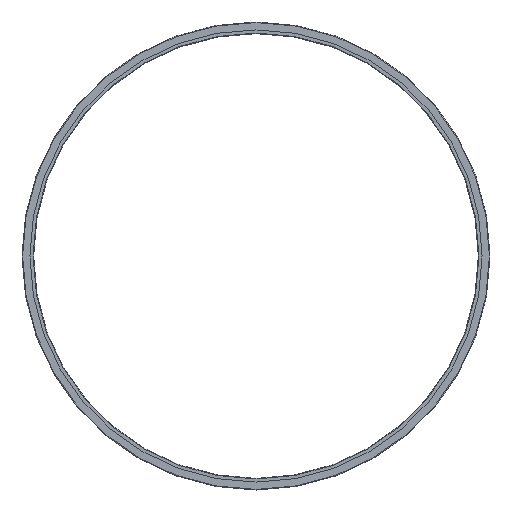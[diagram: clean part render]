
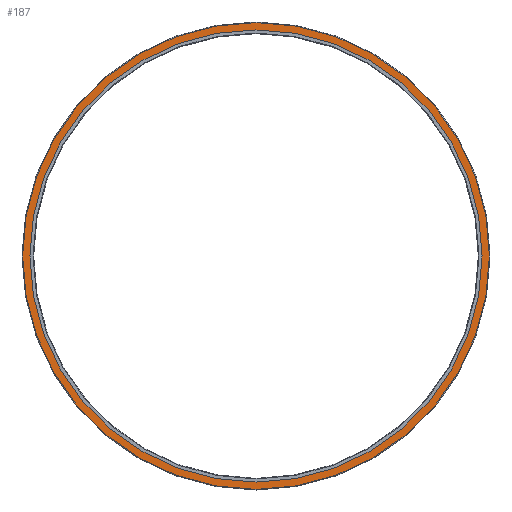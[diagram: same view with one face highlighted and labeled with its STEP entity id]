
A CAD part, top view. The second image highlights one B-rep face of the part: STEP entity #187.
In plain terms, the highlighted planar face has unit normal (0, 0, 1).
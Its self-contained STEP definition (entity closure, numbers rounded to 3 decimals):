
#29=FACE_BOUND('',#61,.T.);
#33=PLANE('',#232);
#45=FACE_OUTER_BOUND('',#60,.T.);
#60=EDGE_LOOP('',(#164));
#61=EDGE_LOOP('',(#165));
#81=CIRCLE('',#230,100.25);
#83=CIRCLE('',#233,97.1);
#97=VERTEX_POINT('',#351);
#98=VERTEX_POINT('',#355);
#119=EDGE_CURVE('',#97,#97,#81,.T.);
#121=EDGE_CURVE('',#98,#98,#83,.T.);
#164=ORIENTED_EDGE('',*,*,#119,.F.);
#165=ORIENTED_EDGE('',*,*,#121,.T.);
#187=ADVANCED_FACE('',(#45,#29),#33,.T.);
#230=AXIS2_PLACEMENT_3D('',#352,#294,#295);
#232=AXIS2_PLACEMENT_3D('',#354,#298,#299);
#233=AXIS2_PLACEMENT_3D('',#356,#300,#301);
#294=DIRECTION('center_axis',(0.,0.,-1.));
#295=DIRECTION('ref_axis',(1.,0.,0.));
#298=DIRECTION('center_axis',(0.,0.,1.));
#299=DIRECTION('ref_axis',(1.,0.,0.));
#300=DIRECTION('center_axis',(0.,0.,-1.));
#301=DIRECTION('ref_axis',(1.,0.,0.));
#351=CARTESIAN_POINT('',(-100.25,0.,4.9));
#352=CARTESIAN_POINT('Origin',(0.,0.,4.9));
#354=CARTESIAN_POINT('Origin',(0.,0.,4.9));
#355=CARTESIAN_POINT('',(-97.1,0.,4.9));
#356=CARTESIAN_POINT('Origin',(0.,0.,4.9));
